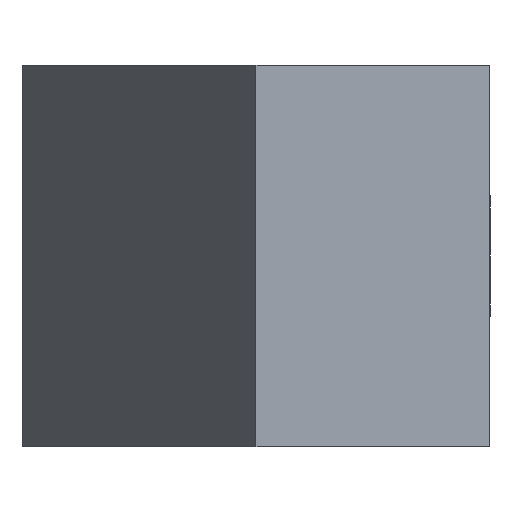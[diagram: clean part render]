
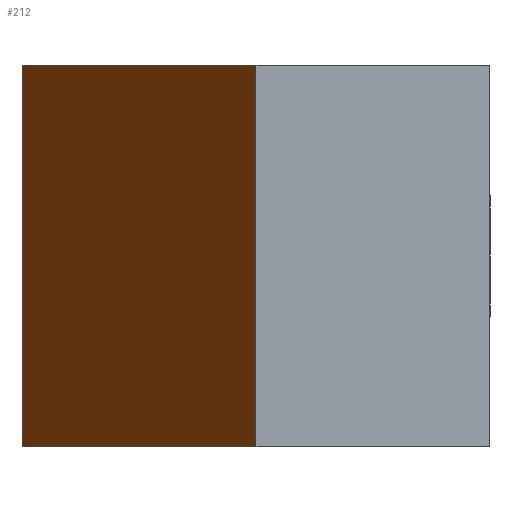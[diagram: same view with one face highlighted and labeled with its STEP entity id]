
A CAD part, left-side view. The second image highlights one B-rep face of the part: STEP entity #212.
In plain terms, the highlighted planar face has unit normal (-0.502, 0.865, 0).
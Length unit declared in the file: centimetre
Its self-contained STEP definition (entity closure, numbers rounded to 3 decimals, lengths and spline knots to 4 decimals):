
#19=PLANE('',#242);
#34=FACE_OUTER_BOUND('',#48,.T.);
#48=EDGE_LOOP('',(#187,#188,#189,#190));
#60=LINE('',#393,#79);
#70=LINE('',#415,#89);
#71=LINE('',#418,#90);
#72=LINE('',#419,#91);
#79=VECTOR('',#266,1.);
#89=VECTOR('',#288,1.);
#90=VECTOR('',#291,1.);
#91=VECTOR('',#292,1.);
#109=VERTEX_POINT('',#390);
#110=VERTEX_POINT('',#392);
#116=VERTEX_POINT('',#413);
#117=VERTEX_POINT('',#417);
#130=EDGE_CURVE('',#109,#110,#60,.T.);
#142=EDGE_CURVE('',#116,#109,#70,.T.);
#143=EDGE_CURVE('',#116,#117,#71,.T.);
#144=EDGE_CURVE('',#117,#110,#72,.T.);
#187=ORIENTED_EDGE('',*,*,#130,.F.);
#188=ORIENTED_EDGE('',*,*,#142,.F.);
#189=ORIENTED_EDGE('',*,*,#143,.T.);
#190=ORIENTED_EDGE('',*,*,#144,.T.);
#212=ADVANCED_FACE('',(#34),#19,.F.);
#242=AXIS2_PLACEMENT_3D('',#416,#289,#290);
#266=DIRECTION('',(-0.865,-0.502,0.));
#288=DIRECTION('',(0.,0.,1.));
#289=DIRECTION('center_axis',(0.502,-0.865,0.));
#290=DIRECTION('ref_axis',(0.865,0.502,0.));
#291=DIRECTION('',(-0.865,-0.502,0.));
#292=DIRECTION('',(0.,0.,1.));
#390=CARTESIAN_POINT('',(288.8439,189.4792,-12.8));
#392=CARTESIAN_POINT('',(287.8908,188.9266,-12.8));
#393=CARTESIAN_POINT('',(289.7558,190.0079,-12.8));
#413=CARTESIAN_POINT('',(288.8439,189.4792,-13.7));
#415=CARTESIAN_POINT('',(288.8439,189.4792,-13.7));
#416=CARTESIAN_POINT('Origin',(287.8908,188.9266,-13.7));
#417=CARTESIAN_POINT('',(287.8908,188.9266,-13.7));
#418=CARTESIAN_POINT('',(288.8439,189.4792,-13.7));
#419=CARTESIAN_POINT('',(287.8908,188.9266,-13.7));
